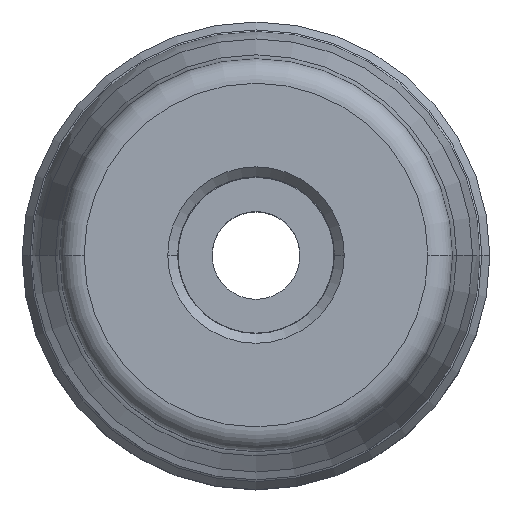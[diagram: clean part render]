
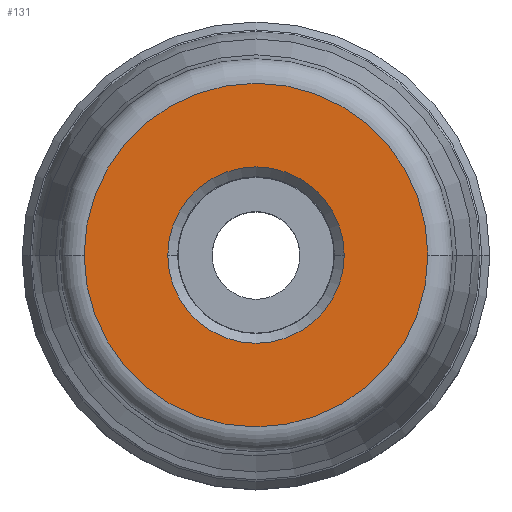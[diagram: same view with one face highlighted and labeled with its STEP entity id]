
A CAD part, top view. The second image highlights one B-rep face of the part: STEP entity #131.
In plain terms, the highlighted planar face has unit normal (0, 0, 1).
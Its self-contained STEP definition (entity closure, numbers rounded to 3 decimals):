
#78=PLANE('',#1281);
#87=FACE_BOUND('',#292,.T.);
#88=FACE_BOUND('',#293,.T.);
#131=ADVANCED_FACE('',(#87,#88),#78,.F.);
#292=EDGE_LOOP('',(#482,#483,#484,#485));
#293=EDGE_LOOP('',(#486,#487));
#482=ORIENTED_EDGE('',*,*,#790,.F.);
#483=ORIENTED_EDGE('',*,*,#788,.F.);
#484=ORIENTED_EDGE('',*,*,#787,.F.);
#485=ORIENTED_EDGE('',*,*,#791,.T.);
#486=ORIENTED_EDGE('',*,*,#792,.F.);
#487=ORIENTED_EDGE('',*,*,#793,.F.);
#670=VERTEX_POINT('',#2021);
#671=VERTEX_POINT('',#2023);
#672=VERTEX_POINT('',#2025);
#673=VERTEX_POINT('',#2029);
#674=VERTEX_POINT('',#2033);
#675=VERTEX_POINT('',#2034);
#787=EDGE_CURVE('',#670,#671,#916,.T.);
#788=EDGE_CURVE('',#671,#672,#917,.T.);
#790=EDGE_CURVE('',#672,#673,#919,.T.);
#791=EDGE_CURVE('',#670,#673,#920,.T.);
#792=EDGE_CURVE('',#674,#675,#921,.T.);
#793=EDGE_CURVE('',#675,#674,#922,.T.);
#916=CIRCLE('',#1272,14.);
#917=CIRCLE('',#1273,14.);
#919=CIRCLE('',#1276,14.);
#920=CIRCLE('',#1277,14.);
#921=CIRCLE('',#1279,7.185);
#922=CIRCLE('',#1280,7.185);
#1272=AXIS2_PLACEMENT_3D('',#2022,#1576,#1577);
#1273=AXIS2_PLACEMENT_3D('',#2024,#1578,#1579);
#1276=AXIS2_PLACEMENT_3D('',#2028,#1584,#1585);
#1277=AXIS2_PLACEMENT_3D('',#2030,#1586,#1587);
#1279=AXIS2_PLACEMENT_3D('',#2032,#1590,#1591);
#1280=AXIS2_PLACEMENT_3D('',#2035,#1592,#1593);
#1281=AXIS2_PLACEMENT_3D('',#2036,#1594,#1595);
#1576=DIRECTION('',(0.,0.,-1.));
#1577=DIRECTION('',(1.,0.,0.));
#1578=DIRECTION('',(0.,0.,-1.));
#1579=DIRECTION('',(1.,-0.001,0.));
#1584=DIRECTION('',(0.,0.,-1.));
#1585=DIRECTION('',(-1.,0.001,0.));
#1586=DIRECTION('',(0.,0.,1.));
#1587=DIRECTION('',(-1.,0.001,0.));
#1590=DIRECTION('',(0.,0.,1.));
#1591=DIRECTION('',(1.,0.,0.));
#1592=DIRECTION('',(0.,0.,1.));
#1593=DIRECTION('',(-1.,0.,0.));
#1594=DIRECTION('',(0.,0.,-1.));
#1595=DIRECTION('',(1.,0.,0.));
#2021=CARTESIAN_POINT('',(14.,0.,0.));
#2022=CARTESIAN_POINT('',(0.,0.,0.));
#2023=CARTESIAN_POINT('',(14.,-0.019,0.));
#2024=CARTESIAN_POINT('',(0.,0.,0.));
#2025=CARTESIAN_POINT('',(-14.,0.,0.));
#2028=CARTESIAN_POINT('',(0.,0.,0.));
#2029=CARTESIAN_POINT('',(-14.,0.019,0.));
#2030=CARTESIAN_POINT('',(0.,0.,0.));
#2032=CARTESIAN_POINT('',(0.,0.,0.));
#2033=CARTESIAN_POINT('',(7.185,0.,0.));
#2034=CARTESIAN_POINT('',(-7.185,0.,0.));
#2035=CARTESIAN_POINT('',(0.,0.,0.));
#2036=CARTESIAN_POINT('',(0.,0.,0.));
